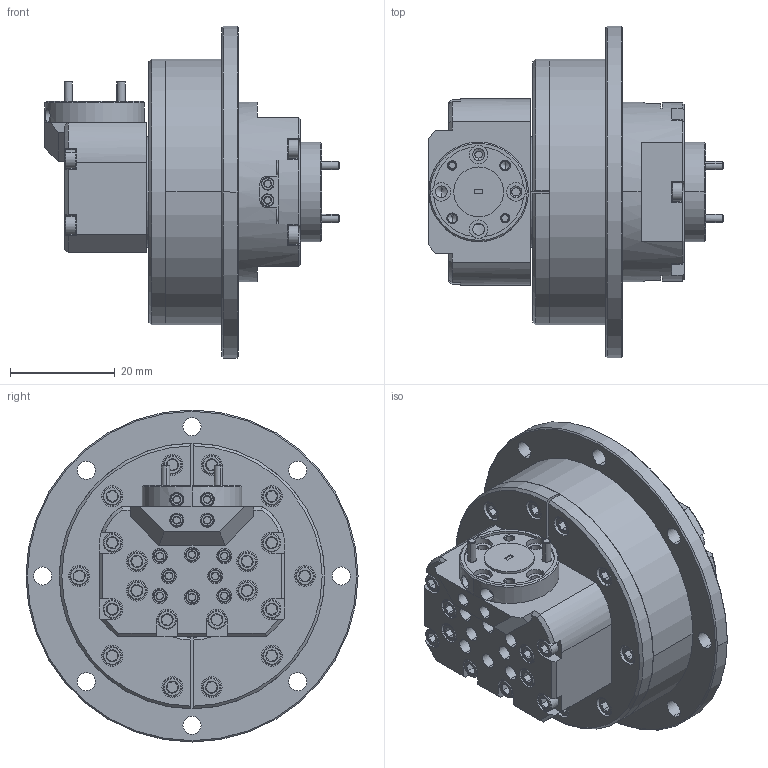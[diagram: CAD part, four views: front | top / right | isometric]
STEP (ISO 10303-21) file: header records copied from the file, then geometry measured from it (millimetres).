
FILE_DESCRIPTION (( 'STEP AP214' ), '1' );
FILE_NAME ('AN-R06I-R06R-A, Defeatured.STEP', '2024-04-26T19:13:39', ( '' ), ( '' ), 'SwSTEP 2.0', 'SolidWorks 2021', '' );
FILE_SCHEMA (( 'AUTOMOTIVE_DESIGN' ));
Length unit declared in the file: inch
Products named in the file (1): AN-R06I-R06R-A, Defeatured
Bounding box: 56.29 x 63.5 x 63.5 mm (x, y, z)
Volume: 62908.9 mm3; surface area: 20454 mm2
Topology: 1 solids, 1 shells, 1310 faces, 2802 edges, 1619 vertices
Faces by surface type: cone 521, plane 494, cylinder 289, bspline 6
Entity records: 35857 total; most frequent: CARTESIAN_POINT 7553, DIRECTION 6167, ORIENTED_EDGE 5568, EDGE_CURVE 2784, AXIS2_PLACEMENT_3D 2419, VERTEX_POINT 1619, EDGE_LOOP 1485, LINE 1329
